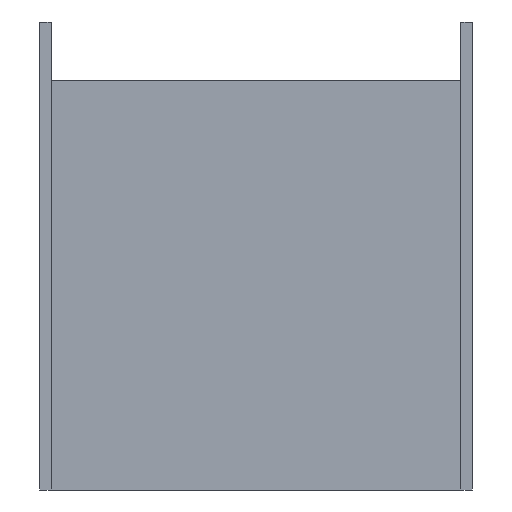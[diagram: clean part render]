
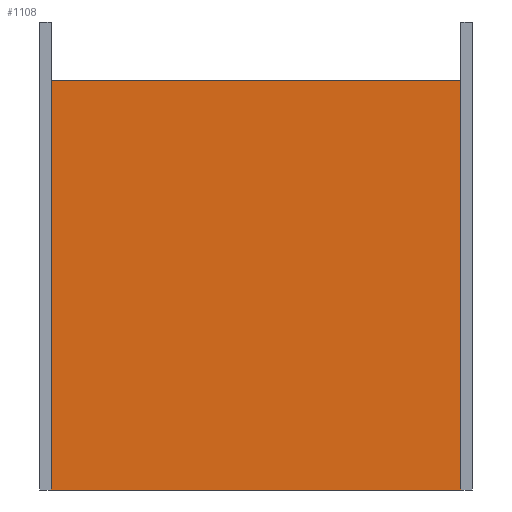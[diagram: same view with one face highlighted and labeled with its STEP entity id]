
A CAD part, front view. The second image highlights one B-rep face of the part: STEP entity #1108.
In plain terms, the highlighted planar face has unit normal (0, -1, 0).
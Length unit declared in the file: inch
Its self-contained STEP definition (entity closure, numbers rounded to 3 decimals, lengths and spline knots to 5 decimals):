
#96=FACE_OUTER_BOUND('',#164,.T.);
#164=EDGE_LOOP('',(#855,#856,#857,#858));
#266=LINE('',#1678,#410);
#267=LINE('',#1681,#411);
#268=LINE('',#1683,#412);
#269=LINE('',#1684,#413);
#410=VECTOR('',#1357,0.3937);
#411=VECTOR('',#1360,0.3937);
#412=VECTOR('',#1361,0.3937);
#413=VECTOR('',#1362,0.3937);
#532=VERTEX_POINT('',#1672);
#534=VERTEX_POINT('',#1676);
#535=VERTEX_POINT('',#1680);
#536=VERTEX_POINT('',#1682);
#650=EDGE_CURVE('',#532,#534,#266,.T.);
#651=EDGE_CURVE('',#532,#535,#267,.T.);
#652=EDGE_CURVE('',#536,#534,#268,.T.);
#653=EDGE_CURVE('',#535,#536,#269,.T.);
#855=ORIENTED_EDGE('',*,*,#651,.F.);
#856=ORIENTED_EDGE('',*,*,#650,.T.);
#857=ORIENTED_EDGE('',*,*,#652,.F.);
#858=ORIENTED_EDGE('',*,*,#653,.F.);
#1044=PLANE('',#1184);
#1108=ADVANCED_FACE('',(#96),#1044,.T.);
#1184=AXIS2_PLACEMENT_3D('',#1679,#1358,#1359);
#1357=DIRECTION('',(1.,0.,0.));
#1358=DIRECTION('center_axis',(0.,-1.,0.));
#1359=DIRECTION('ref_axis',(0.,0.,-1.));
#1360=DIRECTION('',(0.,0.,1.));
#1361=DIRECTION('',(0.,0.,-1.));
#1362=DIRECTION('',(1.,0.,0.));
#1672=CARTESIAN_POINT('',(0.5,0.,0.));
#1676=CARTESIAN_POINT('',(18.,0.,0.));
#1678=CARTESIAN_POINT('',(0.5,0.,0.));
#1679=CARTESIAN_POINT('Origin',(0.5,0.,17.5));
#1680=CARTESIAN_POINT('',(0.5,0.,17.5));
#1681=CARTESIAN_POINT('',(0.5,0.,0.));
#1682=CARTESIAN_POINT('',(18.,0.,17.5));
#1683=CARTESIAN_POINT('',(18.,0.,0.));
#1684=CARTESIAN_POINT('',(0.5,0.,17.5));
